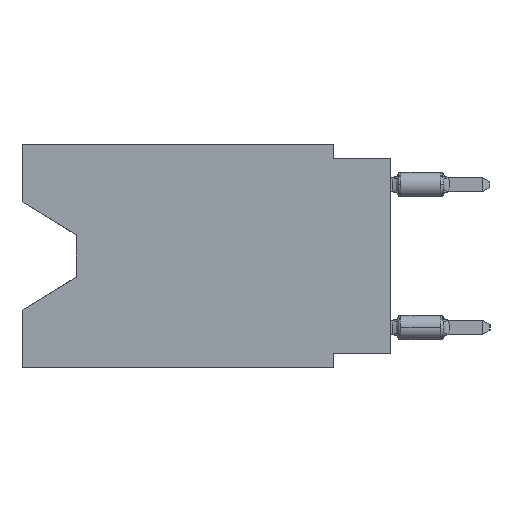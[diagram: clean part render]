
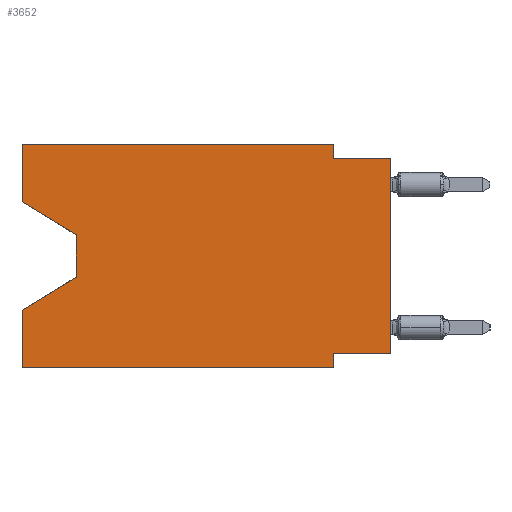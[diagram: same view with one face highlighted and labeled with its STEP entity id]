
A CAD part, left-side view. The second image highlights one B-rep face of the part: STEP entity #3652.
In plain terms, the highlighted planar face has unit normal (-1, 0, 0).
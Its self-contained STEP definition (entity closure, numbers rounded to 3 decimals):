
#172 = VERTEX_POINT ( 'NONE', #29256 ) ;
#423 = CARTESIAN_POINT ( 'NONE',  ( 0., 13.97, -5.893 ) ) ;
#737 = ORIENTED_EDGE ( 'NONE', *, *, #24467, .F. ) ;
#1155 = DIRECTION ( 'NONE',  ( 0., 0., -1. ) ) ;
#1354 = ORIENTED_EDGE ( 'NONE', *, *, #6739, .T. ) ;
#1697 = CARTESIAN_POINT ( 'NONE',  ( 0., 13.97, -5.893 ) ) ;
#2283 = VECTOR ( 'NONE', #27570, 1000. ) ;
#2987 = CARTESIAN_POINT ( 'NONE',  ( 0., 2.54, -9.906 ) ) ;
#3192 = DIRECTION ( 'NONE',  ( 0., 0., 1. ) ) ;
#3652 = ADVANCED_FACE ( 'NONE', ( #28714 ), #8747, .F. ) ;
#3793 = CARTESIAN_POINT ( 'NONE',  ( 0., 16.383, 0. ) ) ;
#3875 = VERTEX_POINT ( 'NONE', #20432 ) ;
#4050 = CARTESIAN_POINT ( 'NONE',  ( 0., 13.97, -4.013 ) ) ;
#4354 = EDGE_CURVE ( 'NONE', #27152, #28003, #5552, .T. ) ;
#4910 = LINE ( 'NONE', #19595, #10244 ) ;
#5135 = VECTOR ( 'NONE', #30388, 1000. ) ;
#5238 = CARTESIAN_POINT ( 'NONE',  ( 0., 16.383, -7.36 ) ) ;
#5511 = EDGE_CURVE ( 'NONE', #19427, #172, #17899, .T. ) ;
#5552 = LINE ( 'NONE', #423, #8648 ) ;
#5746 = LINE ( 'NONE', #25538, #29805 ) ;
#5776 = AXIS2_PLACEMENT_3D ( 'NONE', #3793, #18656, #1155 ) ;
#6139 = EDGE_CURVE ( 'NONE', #11810, #20274, #31848, .T. ) ;
#6323 = EDGE_CURVE ( 'NONE', #3875, #20852, #32339, .T. ) ;
#6739 = EDGE_CURVE ( 'NONE', #16313, #12182, #5746, .T. ) ;
#7248 = VECTOR ( 'NONE', #3192, 1000. ) ;
#7447 = CARTESIAN_POINT ( 'NONE',  ( 0., 2.54, 0. ) ) ;
#8367 = LINE ( 'NONE', #23383, #15430 ) ;
#8648 = VECTOR ( 'NONE', #12649, 1000. ) ;
#8747 = PLANE ( 'NONE',  #5776 ) ;
#9598 = DIRECTION ( 'NONE',  ( 0., 0., -1. ) ) ;
#9970 = CARTESIAN_POINT ( 'NONE',  ( 0., 2.54, -0.635 ) ) ;
#10114 = CARTESIAN_POINT ( 'NONE',  ( 0., 16.383, 0. ) ) ;
#10244 = VECTOR ( 'NONE', #16962, 1000. ) ;
#11810 = VERTEX_POINT ( 'NONE', #16797 ) ;
#11882 = EDGE_CURVE ( 'NONE', #12182, #27152, #4910, .T. ) ;
#12182 = VERTEX_POINT ( 'NONE', #4050 ) ;
#12637 = VERTEX_POINT ( 'NONE', #32206 ) ;
#12649 = DIRECTION ( 'NONE',  ( 0., 0.855, -0.519 ) ) ;
#15385 = LINE ( 'NONE', #25450, #5135 ) ;
#15430 = VECTOR ( 'NONE', #28495, 1000. ) ;
#15729 = LINE ( 'NONE', #10114, #18959 ) ;
#15963 = EDGE_CURVE ( 'NONE', #20852, #24625, #8367, .T. ) ;
#16313 = VERTEX_POINT ( 'NONE', #18054 ) ;
#16797 = CARTESIAN_POINT ( 'NONE',  ( 0., 16.383, 0. ) ) ;
#16962 = DIRECTION ( 'NONE',  ( 0., 0., -1. ) ) ;
#17032 = LINE ( 'NONE', #7447, #18952 ) ;
#17194 = EDGE_LOOP ( 'NONE', ( #1354, #31205, #24642, #24273, #29764, #31072, #31147, #21444, #22649, #737, #18471, #27697 ) ) ;
#17499 = CARTESIAN_POINT ( 'NONE',  ( 0., 0., -9.271 ) ) ;
#17877 = DIRECTION ( 'NONE',  ( 0., -1., 0. ) ) ;
#17899 = LINE ( 'NONE', #27969, #24533 ) ;
#18054 = CARTESIAN_POINT ( 'NONE',  ( 0., 16.383, -2.546 ) ) ;
#18425 = CARTESIAN_POINT ( 'NONE',  ( 0., 2.54, 0. ) ) ;
#18471 = ORIENTED_EDGE ( 'NONE', *, *, #6139, .F. ) ;
#18656 = DIRECTION ( 'NONE',  ( 1., 0., 0. ) ) ;
#18952 = VECTOR ( 'NONE', #9598, 1000. ) ;
#18959 = VECTOR ( 'NONE', #20674, 1000. ) ;
#19403 = EDGE_CURVE ( 'NONE', #12637, #24625, #20520, .T. ) ;
#19427 = VERTEX_POINT ( 'NONE', #9970 ) ;
#19521 = EDGE_CURVE ( 'NONE', #12637, #28003, #31380, .T. ) ;
#19595 = CARTESIAN_POINT ( 'NONE',  ( 0., 13.97, -4.013 ) ) ;
#20101 = DIRECTION ( 'NONE',  ( 0., -0.855, -0.519 ) ) ;
#20274 = VERTEX_POINT ( 'NONE', #18425 ) ;
#20432 = CARTESIAN_POINT ( 'NONE',  ( 0., 0., -9.271 ) ) ;
#20520 = LINE ( 'NONE', #23161, #30953 ) ;
#20674 = DIRECTION ( 'NONE',  ( 0., 0., 1. ) ) ;
#20852 = VERTEX_POINT ( 'NONE', #25255 ) ;
#21444 = ORIENTED_EDGE ( 'NONE', *, *, #27196, .T. ) ;
#22649 = ORIENTED_EDGE ( 'NONE', *, *, #5511, .F. ) ;
#23161 = CARTESIAN_POINT ( 'NONE',  ( 0., 16.383, -9.906 ) ) ;
#23383 = CARTESIAN_POINT ( 'NONE',  ( 0., 2.54, -9.906 ) ) ;
#24117 = CARTESIAN_POINT ( 'NONE',  ( 0., 16.383, 0. ) ) ;
#24273 = ORIENTED_EDGE ( 'NONE', *, *, #19521, .F. ) ;
#24467 = EDGE_CURVE ( 'NONE', #20274, #19427, #17032, .T. ) ;
#24533 = VECTOR ( 'NONE', #28466, 1000. ) ;
#24625 = VERTEX_POINT ( 'NONE', #2987 ) ;
#24642 = ORIENTED_EDGE ( 'NONE', *, *, #4354, .T. ) ;
#25255 = CARTESIAN_POINT ( 'NONE',  ( 0., 2.54, -9.271 ) ) ;
#25450 = CARTESIAN_POINT ( 'NONE',  ( 0., 0., 0. ) ) ;
#25538 = CARTESIAN_POINT ( 'NONE',  ( 0., 16.383, -2.546 ) ) ;
#27043 = VECTOR ( 'NONE', #31684, 1000. ) ;
#27152 = VERTEX_POINT ( 'NONE', #1697 ) ;
#27196 = EDGE_CURVE ( 'NONE', #3875, #172, #15385, .T. ) ;
#27570 = DIRECTION ( 'NONE',  ( 0., 1., 0. ) ) ;
#27697 = ORIENTED_EDGE ( 'NONE', *, *, #30793, .F. ) ;
#27969 = CARTESIAN_POINT ( 'NONE',  ( 0., 0., -0.635 ) ) ;
#28003 = VERTEX_POINT ( 'NONE', #5238 ) ;
#28466 = DIRECTION ( 'NONE',  ( 0., -1., 0. ) ) ;
#28495 = DIRECTION ( 'NONE',  ( 0., 0., -1. ) ) ;
#28599 = CARTESIAN_POINT ( 'NONE',  ( 0., 16.383, 0. ) ) ;
#28714 = FACE_OUTER_BOUND ( 'NONE', #17194, .T. ) ;
#29256 = CARTESIAN_POINT ( 'NONE',  ( 0., 0., -0.635 ) ) ;
#29764 = ORIENTED_EDGE ( 'NONE', *, *, #19403, .T. ) ;
#29805 = VECTOR ( 'NONE', #20101, 1000. ) ;
#30388 = DIRECTION ( 'NONE',  ( 0., 0., 1. ) ) ;
#30793 = EDGE_CURVE ( 'NONE', #16313, #11810, #15729, .T. ) ;
#30953 = VECTOR ( 'NONE', #17877, 1000. ) ;
#31072 = ORIENTED_EDGE ( 'NONE', *, *, #15963, .F. ) ;
#31147 = ORIENTED_EDGE ( 'NONE', *, *, #6323, .F. ) ;
#31205 = ORIENTED_EDGE ( 'NONE', *, *, #11882, .T. ) ;
#31380 = LINE ( 'NONE', #28599, #7248 ) ;
#31684 = DIRECTION ( 'NONE',  ( 0., -1., 0. ) ) ;
#31848 = LINE ( 'NONE', #24117, #27043 ) ;
#32206 = CARTESIAN_POINT ( 'NONE',  ( 0., 16.383, -9.906 ) ) ;
#32339 = LINE ( 'NONE', #17499, #2283 ) ;
